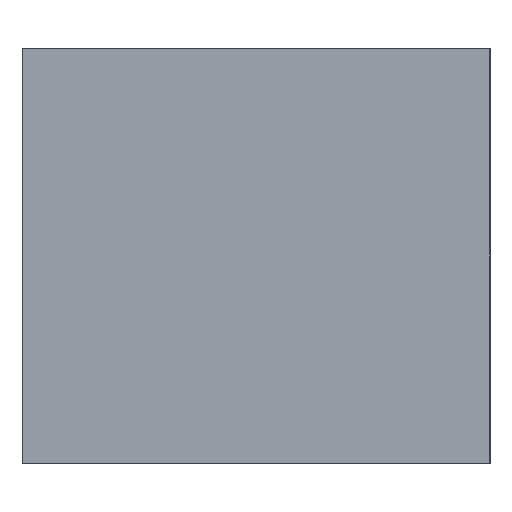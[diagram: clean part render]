
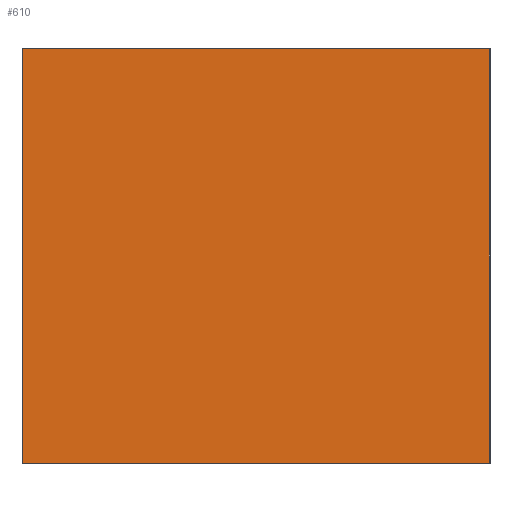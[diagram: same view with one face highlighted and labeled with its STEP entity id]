
A CAD part, left-side view. The second image highlights one B-rep face of the part: STEP entity #610.
In plain terms, the highlighted planar face has unit normal (-1, 0, 0).
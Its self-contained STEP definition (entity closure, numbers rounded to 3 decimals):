
#610=ADVANCED_FACE('',(#616),#611,.F.);
#611=PLANE('',#612);
#612=AXIS2_PLACEMENT_3D('',#613,#614,#615);
#613=CARTESIAN_POINT('Origin',(-1.714,0.902,0.0));
#614=DIRECTION('center_axis',(1.0,0.0,0.0));
#615=DIRECTION('ref_axis',(0.,0.,1.));
#616=FACE_OUTER_BOUND('',#617,.T.);
#617=EDGE_LOOP('',(#618,#628,#638,#648));
#618=ORIENTED_EDGE('',*,*,#619,.F.);
#619=EDGE_CURVE('',#620,#622,#624,.T.);
#620=VERTEX_POINT('',#621);
#621=CARTESIAN_POINT('',(-1.714,-0.902,0.0));
#622=VERTEX_POINT('',#623);
#623=CARTESIAN_POINT('',(-1.714,0.902,0.0));
#624=LINE('',#625,#626);
#625=CARTESIAN_POINT('',(-1.714,-0.902,0.0));
#626=VECTOR('',#627,1.803);
#627=DIRECTION('',(0.0,1.0,0.0));
#628=ORIENTED_EDGE('',*,*,#629,.F.);
#629=EDGE_CURVE('',#630,#632,#634,.T.);
#630=VERTEX_POINT('',#631);
#631=CARTESIAN_POINT('',(-1.714,-0.902,1.6));
#632=VERTEX_POINT('',#621);
#634=LINE('',#635,#636);
#635=CARTESIAN_POINT('',(-1.714,-0.902,1.6));
#636=VECTOR('',#637,1.6);
#637=DIRECTION('',(0.0,0.0,-1.0));
#638=ORIENTED_EDGE('',*,*,#639,.F.);
#639=EDGE_CURVE('',#640,#642,#644,.T.);
#640=VERTEX_POINT('',#641);
#641=CARTESIAN_POINT('',(-1.714,0.902,1.6));
#642=VERTEX_POINT('',#631);
#644=LINE('',#645,#646);
#645=CARTESIAN_POINT('',(-1.714,0.902,1.6));
#646=VECTOR('',#647,1.803);
#647=DIRECTION('',(0.0,-1.0,0.0));
#648=ORIENTED_EDGE('',*,*,#649,.F.);
#649=EDGE_CURVE('',#650,#652,#654,.T.);
#650=VERTEX_POINT('',#623);
#652=VERTEX_POINT('',#641);
#654=LINE('',#655,#656);
#655=CARTESIAN_POINT('',(-1.714,0.902,0.0));
#656=VECTOR('',#657,1.6);
#657=DIRECTION('',(0.0,0.0,1.0));
